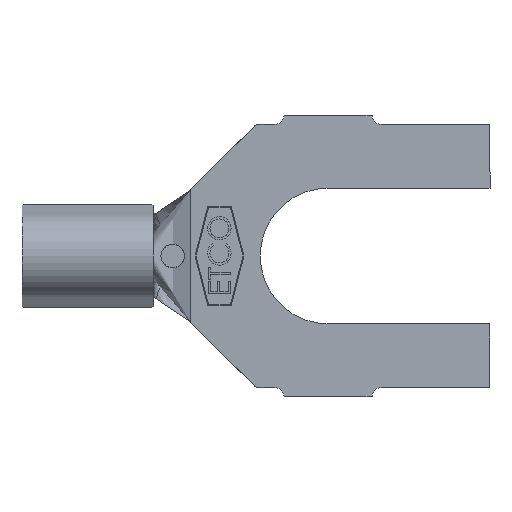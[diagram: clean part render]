
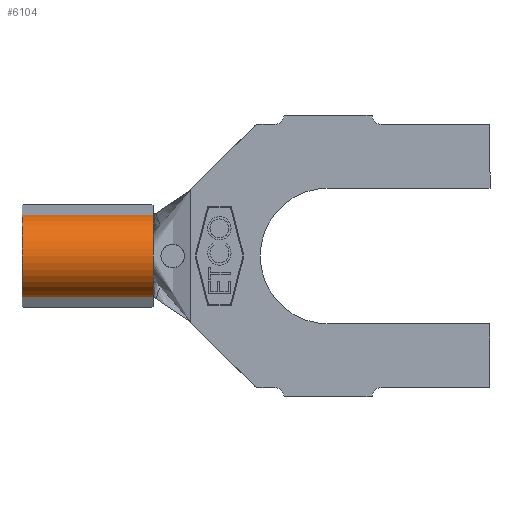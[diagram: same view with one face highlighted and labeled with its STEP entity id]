
A CAD part, front view. The second image highlights one B-rep face of the part: STEP entity #6104.
In plain terms, the highlighted cylindrical face has radius 1.143 mm (diameter 2.286 mm), a partial arc.
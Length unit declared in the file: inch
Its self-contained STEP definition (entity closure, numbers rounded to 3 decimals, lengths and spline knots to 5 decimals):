
#14 = CARTESIAN_POINT ( 'NONE',  ( -0.187, 0.03381, -0.04359 ) ) ;
#72 = CIRCLE ( 'NONE', #2828, 0.045 ) ;
#111 = DIRECTION ( 'NONE',  ( 0., 0., -1. ) ) ;
#325 = EDGE_CURVE ( 'NONE', #3051, #5694, #72, .T. ) ;
#411 = DIRECTION ( 'NONE',  ( 0., 0., -1. ) ) ;
#425 = ORIENTED_EDGE ( 'NONE', *, *, #2443, .T. ) ;
#507 = DIRECTION ( 'NONE',  ( 1., 0., 0. ) ) ;
#591 = CYLINDRICAL_SURFACE ( 'NONE', #3706, 0.045 ) ;
#1203 = EDGE_LOOP ( 'NONE', ( #3120, #3916, #2071, #425 ) ) ;
#1269 = AXIS2_PLACEMENT_3D ( 'NONE', #3802, #5744, #1382 ) ;
#1379 = EDGE_CURVE ( 'NONE', #3980, #1859, #4029, .T. ) ;
#1382 = DIRECTION ( 'NONE',  ( 0., 0., -1. ) ) ;
#1432 = CARTESIAN_POINT ( 'NONE',  ( -0.327, 0.03381, 0.04359 ) ) ;
#1859 = VERTEX_POINT ( 'NONE', #4486 ) ;
#2071 = ORIENTED_EDGE ( 'NONE', *, *, #1379, .T. ) ;
#2299 = LINE ( 'NONE', #4231, #4133 ) ;
#2443 = EDGE_CURVE ( 'NONE', #1859, #5694, #2299, .T. ) ;
#2551 = CARTESIAN_POINT ( 'NONE',  ( -0.327, 0.045, 0. ) ) ;
#2608 = EDGE_CURVE ( 'NONE', #3980, #3051, #2942, .T. ) ;
#2828 = AXIS2_PLACEMENT_3D ( 'NONE', #2848, #4788, #411 ) ;
#2848 = CARTESIAN_POINT ( 'NONE',  ( -0.187, 0.045, 0. ) ) ;
#2942 = LINE ( 'NONE', #4883, #6262 ) ;
#3051 = VERTEX_POINT ( 'NONE', #4619 ) ;
#3120 = ORIENTED_EDGE ( 'NONE', *, *, #325, .F. ) ;
#3706 = AXIS2_PLACEMENT_3D ( 'NONE', #2551, #4489, #111 ) ;
#3802 = CARTESIAN_POINT ( 'NONE',  ( -0.327, 0.045, 0. ) ) ;
#3916 = ORIENTED_EDGE ( 'NONE', *, *, #2608, .F. ) ;
#3980 = VERTEX_POINT ( 'NONE', #1432 ) ;
#4029 = CIRCLE ( 'NONE', #1269, 0.045 ) ;
#4133 = VECTOR ( 'NONE', #6171, 39.37008 ) ;
#4231 = CARTESIAN_POINT ( 'NONE',  ( -0.327, 0.03381, -0.04359 ) ) ;
#4486 = CARTESIAN_POINT ( 'NONE',  ( -0.327, 0.03381, -0.04359 ) ) ;
#4489 = DIRECTION ( 'NONE',  ( 1., 0., 0. ) ) ;
#4619 = CARTESIAN_POINT ( 'NONE',  ( -0.187, 0.03381, 0.04359 ) ) ;
#4788 = DIRECTION ( 'NONE',  ( 1., 0., 0. ) ) ;
#4883 = CARTESIAN_POINT ( 'NONE',  ( -0.327, 0.03381, 0.04359 ) ) ;
#4966 = FACE_OUTER_BOUND ( 'NONE', #1203, .T. ) ;
#5694 = VERTEX_POINT ( 'NONE', #14 ) ;
#5744 = DIRECTION ( 'NONE',  ( 1., 0., 0. ) ) ;
#6104 = ADVANCED_FACE ( 'NONE', ( #4966 ), #591, .T. ) ;
#6171 = DIRECTION ( 'NONE',  ( 1., 0., 0. ) ) ;
#6262 = VECTOR ( 'NONE', #507, 39.37008 ) ;
